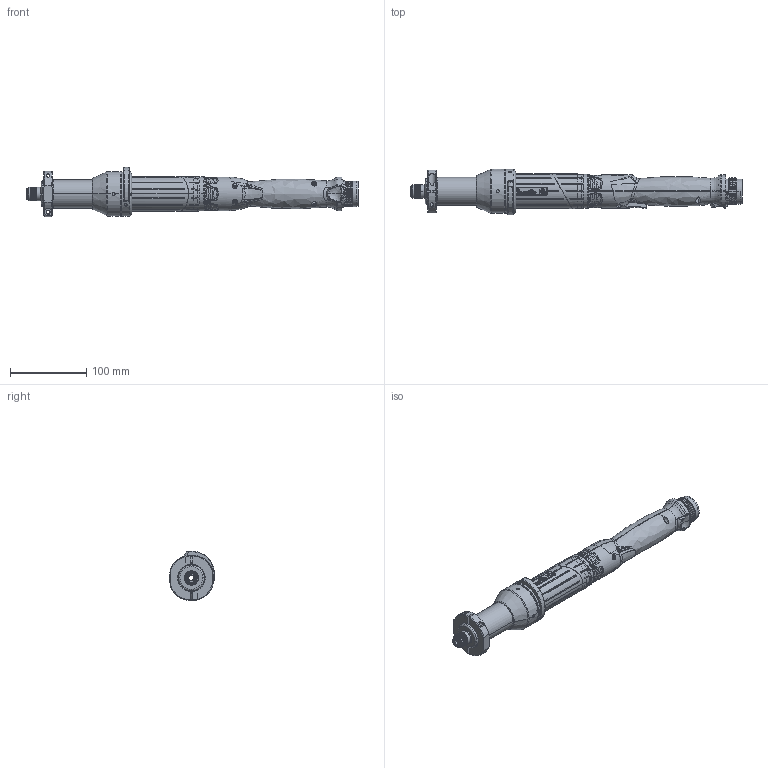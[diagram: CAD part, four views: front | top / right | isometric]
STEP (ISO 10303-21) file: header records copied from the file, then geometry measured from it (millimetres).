
FILE_DESCRIPTION((''),'2;1');
FILE_NAME('6151659920','2015-06-01T',('greextsd'),(''),'CREO PARAMETRIC BY PTC INC, 2014500','CREO PARAMETRIC BY PTC INC, 2014500','');
FILE_SCHEMA(('CONFIG_CONTROL_DESIGN'));
Products named in the file (1): 6151659920
Bounding box: 435.7 x 59.6 x 64.96 mm (x, y, z)
Volume: 178129.2 mm3; surface area: 148862 mm2
Topology: 8 solids, 8 shells, 4524 faces, 10898 edges, 6454 vertices
Faces by surface type: bspline 2026, cylinder 1113, plane 664, extrusion 442, cone 189, torus 83, sphere 7
Entity records: 205944 total; most frequent: CARTESIAN_POINT 121003, ORIENTED_EDGE 21742, EDGE_CURVE 10871, DIRECTION 9909, B_SPLINE_CURVE_WITH_KNOTS 7468, VERTEX_POINT 6453, EDGE_LOOP 4680, FACE_OUTER_BOUND 4523
